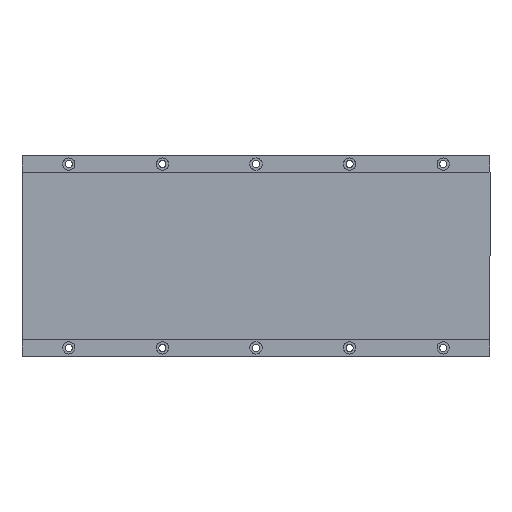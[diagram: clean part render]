
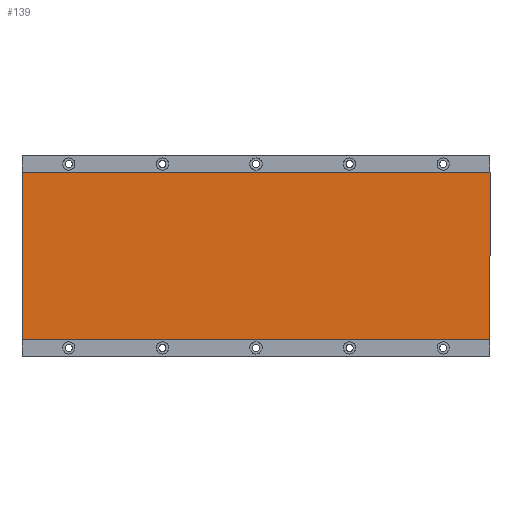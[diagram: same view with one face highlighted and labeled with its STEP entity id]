
A CAD part, top view. The second image highlights one B-rep face of the part: STEP entity #139.
In plain terms, the highlighted planar face has unit normal (0, 0, 1).
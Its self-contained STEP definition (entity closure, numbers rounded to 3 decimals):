
#1 = LINE ( 'NONE', #1182, #490 ) ;
#43 = EDGE_LOOP ( 'NONE', ( #880, #765, #714, #1515 ) ) ;
#114 = EDGE_CURVE ( 'NONE', #1300, #935, #1069, .T. ) ;
#139 = ADVANCED_FACE ( 'NONE', ( #769 ), #902, .T. ) ;
#178 = CARTESIAN_POINT ( 'NONE',  ( -210., 75.2, 13.7 ) ) ;
#207 = DIRECTION ( 'NONE',  ( 0., 1., 0. ) ) ;
#251 = CARTESIAN_POINT ( 'NONE',  ( 210., -75.2, 13.7 ) ) ;
#258 = EDGE_CURVE ( 'NONE', #1628, #1506, #1050, .T. ) ;
#289 = LINE ( 'NONE', #751, #1178 ) ;
#307 = CARTESIAN_POINT ( 'NONE',  ( -210., -75.2, 13.7 ) ) ;
#341 = DIRECTION ( 'NONE',  ( 1., 0., 0. ) ) ;
#449 = VECTOR ( 'NONE', #599, 1000. ) ;
#490 = VECTOR ( 'NONE', #1173, 1000. ) ;
#597 = AXIS2_PLACEMENT_3D ( 'NONE', #1046, #757, #1660 ) ;
#599 = DIRECTION ( 'NONE',  ( -1., 0., 0. ) ) ;
#714 = ORIENTED_EDGE ( 'NONE', *, *, #1561, .T. ) ;
#751 = CARTESIAN_POINT ( 'NONE',  ( 210., 75.2, 13.7 ) ) ;
#757 = DIRECTION ( 'NONE',  ( 0., 0., 1. ) ) ;
#765 = ORIENTED_EDGE ( 'NONE', *, *, #114, .T. ) ;
#769 = FACE_OUTER_BOUND ( 'NONE', #43, .T. ) ;
#880 = ORIENTED_EDGE ( 'NONE', *, *, #998, .T. ) ;
#890 = VECTOR ( 'NONE', #341, 1000. ) ;
#894 = CARTESIAN_POINT ( 'NONE',  ( -210., 75.2, 13.7 ) ) ;
#902 = PLANE ( 'NONE',  #597 ) ;
#935 = VERTEX_POINT ( 'NONE', #894 ) ;
#998 = EDGE_CURVE ( 'NONE', #1506, #1300, #289, .T. ) ;
#1046 = CARTESIAN_POINT ( 'NONE',  ( 0., 0., 13.7 ) ) ;
#1050 = LINE ( 'NONE', #1360, #890 ) ;
#1069 = LINE ( 'NONE', #178, #449 ) ;
#1173 = DIRECTION ( 'NONE',  ( 0., -1., 0. ) ) ;
#1178 = VECTOR ( 'NONE', #207, 1000. ) ;
#1182 = CARTESIAN_POINT ( 'NONE',  ( -210., 75.2, 13.7 ) ) ;
#1300 = VERTEX_POINT ( 'NONE', #1643 ) ;
#1360 = CARTESIAN_POINT ( 'NONE',  ( -210., -75.2, 13.7 ) ) ;
#1506 = VERTEX_POINT ( 'NONE', #251 ) ;
#1515 = ORIENTED_EDGE ( 'NONE', *, *, #258, .T. ) ;
#1561 = EDGE_CURVE ( 'NONE', #935, #1628, #1, .T. ) ;
#1628 = VERTEX_POINT ( 'NONE', #307 ) ;
#1643 = CARTESIAN_POINT ( 'NONE',  ( 210., 75.2, 13.7 ) ) ;
#1660 = DIRECTION ( 'NONE',  ( 1., 0., 0. ) ) ;
